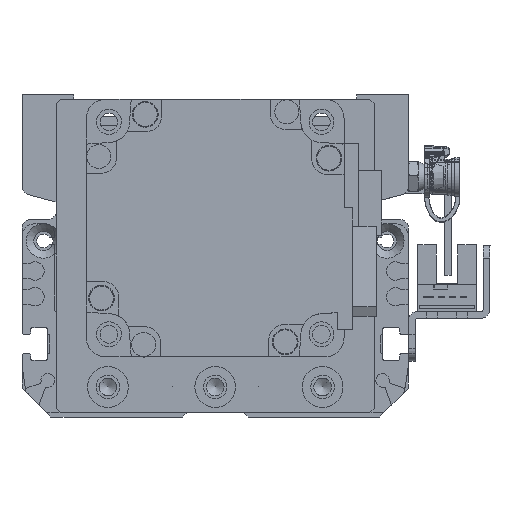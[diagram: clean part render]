
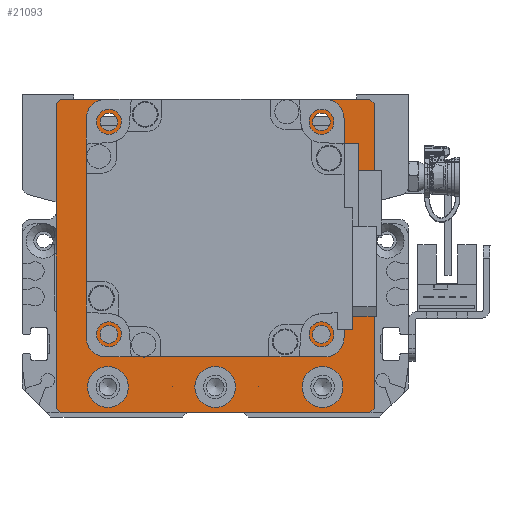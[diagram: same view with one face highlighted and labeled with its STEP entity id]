
A CAD part, left-side view. The second image highlights one B-rep face of the part: STEP entity #21093.
In plain terms, the highlighted face is planar.
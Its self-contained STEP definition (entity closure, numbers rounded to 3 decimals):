
#830=FACE_BOUND('',#3526,.T.);
#831=FACE_BOUND('',#3527,.T.);
#832=FACE_BOUND('',#3528,.T.);
#833=FACE_BOUND('',#3529,.T.);
#834=FACE_BOUND('',#3530,.T.);
#835=FACE_BOUND('',#3531,.T.);
#836=FACE_BOUND('',#3532,.T.);
#837=FACE_BOUND('',#3533,.T.);
#1245=PLANE('',#23345);
#2138=FACE_OUTER_BOUND('',#3525,.T.);
#3525=EDGE_LOOP('',(#17284,#17285,#17286,#17287,#17288,#17289,#17290,#17291));
#3526=EDGE_LOOP('',(#17292));
#3527=EDGE_LOOP('',(#17293));
#3528=EDGE_LOOP('',(#17294));
#3529=EDGE_LOOP('',(#17295));
#3530=EDGE_LOOP('',(#17296));
#3531=EDGE_LOOP('',(#17297));
#3532=EDGE_LOOP('',(#17298));
#3533=EDGE_LOOP('',(#17299));
#5159=LINE('',#34688,#6922);
#5165=LINE('',#34699,#6928);
#5172=LINE('',#34734,#6935);
#5175=LINE('',#34739,#6938);
#5181=LINE('',#34760,#6944);
#5184=LINE('',#34765,#6947);
#5185=LINE('',#34768,#6948);
#5193=LINE('',#34807,#6956);
#6922=VECTOR('',#27803,10.);
#6928=VECTOR('',#27811,10.);
#6935=VECTOR('',#27842,10.);
#6938=VECTOR('',#27847,10.);
#6944=VECTOR('',#27871,10.);
#6947=VECTOR('',#27876,10.);
#6948=VECTOR('',#27879,10.);
#6956=VECTOR('',#27929,10.);
#8345=CIRCLE('',#23314,4.75);
#8348=CIRCLE('',#23320,4.75);
#8351=CIRCLE('',#23326,4.75);
#8353=CIRCLE('',#23332,2.067);
#8354=CIRCLE('',#23334,2.067);
#8355=CIRCLE('',#23336,2.067);
#8356=CIRCLE('',#23338,2.067);
#8359=CIRCLE('',#23343,25.);
#9928=VERTEX_POINT('',#34686);
#9929=VERTEX_POINT('',#34687);
#9933=VERTEX_POINT('',#34697);
#9949=VERTEX_POINT('',#34733);
#9950=VERTEX_POINT('',#34737);
#9956=VERTEX_POINT('',#34759);
#9957=VERTEX_POINT('',#34763);
#9958=VERTEX_POINT('',#34767);
#9961=VERTEX_POINT('',#34776);
#9964=VERTEX_POINT('',#34787);
#9967=VERTEX_POINT('',#34798);
#9969=VERTEX_POINT('',#34809);
#9970=VERTEX_POINT('',#34813);
#9971=VERTEX_POINT('',#34817);
#9972=VERTEX_POINT('',#34821);
#9975=VERTEX_POINT('',#34830);
#12489=EDGE_CURVE('',#9928,#9929,#5159,.T.);
#12495=EDGE_CURVE('',#9928,#9933,#5165,.T.);
#12512=EDGE_CURVE('',#9949,#9933,#5172,.T.);
#12515=EDGE_CURVE('',#9949,#9950,#5175,.T.);
#12524=EDGE_CURVE('',#9956,#9950,#5181,.T.);
#12527=EDGE_CURVE('',#9956,#9957,#5184,.T.);
#12528=EDGE_CURVE('',#9958,#9957,#5185,.T.);
#12532=EDGE_CURVE('',#9961,#9961,#8345,.T.);
#12537=EDGE_CURVE('',#9964,#9964,#8348,.T.);
#12542=EDGE_CURVE('',#9967,#9967,#8351,.T.);
#12546=EDGE_CURVE('',#9958,#9929,#5193,.T.);
#12547=EDGE_CURVE('',#9969,#9969,#8353,.T.);
#12549=EDGE_CURVE('',#9970,#9970,#8354,.T.);
#12551=EDGE_CURVE('',#9971,#9971,#8355,.T.);
#12553=EDGE_CURVE('',#9972,#9972,#8356,.T.);
#12557=EDGE_CURVE('',#9975,#9975,#8359,.T.);
#17284=ORIENTED_EDGE('',*,*,#12489,.F.);
#17285=ORIENTED_EDGE('',*,*,#12495,.T.);
#17286=ORIENTED_EDGE('',*,*,#12512,.F.);
#17287=ORIENTED_EDGE('',*,*,#12515,.T.);
#17288=ORIENTED_EDGE('',*,*,#12524,.F.);
#17289=ORIENTED_EDGE('',*,*,#12527,.T.);
#17290=ORIENTED_EDGE('',*,*,#12528,.F.);
#17291=ORIENTED_EDGE('',*,*,#12546,.T.);
#17292=ORIENTED_EDGE('',*,*,#12532,.T.);
#17293=ORIENTED_EDGE('',*,*,#12537,.T.);
#17294=ORIENTED_EDGE('',*,*,#12542,.T.);
#17295=ORIENTED_EDGE('',*,*,#12547,.T.);
#17296=ORIENTED_EDGE('',*,*,#12549,.T.);
#17297=ORIENTED_EDGE('',*,*,#12551,.T.);
#17298=ORIENTED_EDGE('',*,*,#12553,.T.);
#17299=ORIENTED_EDGE('',*,*,#12557,.T.);
#21093=ADVANCED_FACE('',(#2138,#830,#831,#832,#833,#834,#835,#836,#837),
#1245,.T.);
#23314=AXIS2_PLACEMENT_3D('',#34777,#27889,#27890);
#23320=AXIS2_PLACEMENT_3D('',#34788,#27903,#27904);
#23326=AXIS2_PLACEMENT_3D('',#34799,#27917,#27918);
#23332=AXIS2_PLACEMENT_3D('',#34810,#27932,#27933);
#23334=AXIS2_PLACEMENT_3D('',#34814,#27937,#27938);
#23336=AXIS2_PLACEMENT_3D('',#34818,#27942,#27943);
#23338=AXIS2_PLACEMENT_3D('',#34822,#27947,#27948);
#23343=AXIS2_PLACEMENT_3D('',#34831,#27958,#27959);
#23345=AXIS2_PLACEMENT_3D('',#34835,#27964,#27965);
#27803=DIRECTION('',(0.707,-0.707,0.));
#27811=DIRECTION('',(-1.,0.,0.));
#27842=DIRECTION('',(0.707,0.707,0.));
#27847=DIRECTION('',(0.,-1.,0.));
#27871=DIRECTION('',(-0.707,0.707,0.));
#27876=DIRECTION('',(1.,0.,0.));
#27879=DIRECTION('',(-0.707,-0.707,0.));
#27889=DIRECTION('center_axis',(0.,0.,-1.));
#27890=DIRECTION('ref_axis',(1.,0.,0.));
#27903=DIRECTION('center_axis',(0.,0.,-1.));
#27904=DIRECTION('ref_axis',(1.,0.,0.));
#27917=DIRECTION('center_axis',(0.,0.,-1.));
#27918=DIRECTION('ref_axis',(1.,0.,0.));
#27929=DIRECTION('',(0.,1.,0.));
#27932=DIRECTION('center_axis',(0.,0.,-1.));
#27933=DIRECTION('ref_axis',(1.,0.,0.));
#27937=DIRECTION('center_axis',(0.,0.,-1.));
#27938=DIRECTION('ref_axis',(1.,0.,0.));
#27942=DIRECTION('center_axis',(0.,0.,-1.));
#27943=DIRECTION('ref_axis',(1.,0.,0.));
#27947=DIRECTION('center_axis',(0.,0.,-1.));
#27948=DIRECTION('ref_axis',(1.,0.,0.));
#27958=DIRECTION('center_axis',(0.,0.,-1.));
#27959=DIRECTION('ref_axis',(1.,0.,0.));
#27964=DIRECTION('center_axis',(0.,0.,1.));
#27965=DIRECTION('ref_axis',(1.,0.,0.));
#34686=CARTESIAN_POINT('',(36.,37.5,59.));
#34687=CARTESIAN_POINT('',(37.,36.5,59.));
#34688=CARTESIAN_POINT('',(36.625,36.875,59.));
#34697=CARTESIAN_POINT('',(-36.,37.5,59.));
#34699=CARTESIAN_POINT('',(37.,37.5,59.));
#34733=CARTESIAN_POINT('',(-37.,36.5,59.));
#34734=CARTESIAN_POINT('',(-36.625,36.875,59.));
#34737=CARTESIAN_POINT('',(-37.,-34.5,59.));
#34739=CARTESIAN_POINT('',(-37.,35.5,59.));
#34759=CARTESIAN_POINT('',(-36.,-35.5,59.));
#34760=CARTESIAN_POINT('',(-36.125,-35.375,59.));
#34763=CARTESIAN_POINT('',(36.,-35.5,59.));
#34765=CARTESIAN_POINT('',(-37.,-35.5,59.));
#34767=CARTESIAN_POINT('',(37.,-34.5,59.));
#34768=CARTESIAN_POINT('',(36.125,-35.375,59.));
#34776=CARTESIAN_POINT('',(-29.75,-29.5,59.));
#34777=CARTESIAN_POINT('Origin',(-25.,-29.5,59.));
#34787=CARTESIAN_POINT('',(-4.75,-29.5,59.));
#34788=CARTESIAN_POINT('Origin',(0.,-29.5,59.));
#34798=CARTESIAN_POINT('',(20.25,-29.5,59.));
#34799=CARTESIAN_POINT('Origin',(25.,-29.5,59.));
#34807=CARTESIAN_POINT('',(37.,-35.5,59.));
#34809=CARTESIAN_POINT('',(-26.816,-17.249,59.));
#34810=CARTESIAN_POINT('Origin',(-24.749,-17.249,59.));
#34813=CARTESIAN_POINT('',(-26.816,32.249,59.));
#34814=CARTESIAN_POINT('Origin',(-24.749,32.249,59.));
#34817=CARTESIAN_POINT('',(22.682,32.249,59.));
#34818=CARTESIAN_POINT('Origin',(24.749,32.249,59.));
#34821=CARTESIAN_POINT('',(22.682,-17.249,59.));
#34822=CARTESIAN_POINT('Origin',(24.749,-17.249,59.));
#34830=CARTESIAN_POINT('',(-25.,7.5,59.));
#34831=CARTESIAN_POINT('Origin',(0.,7.5,59.));
#34835=CARTESIAN_POINT('Origin',(0.,0.,
59.));
